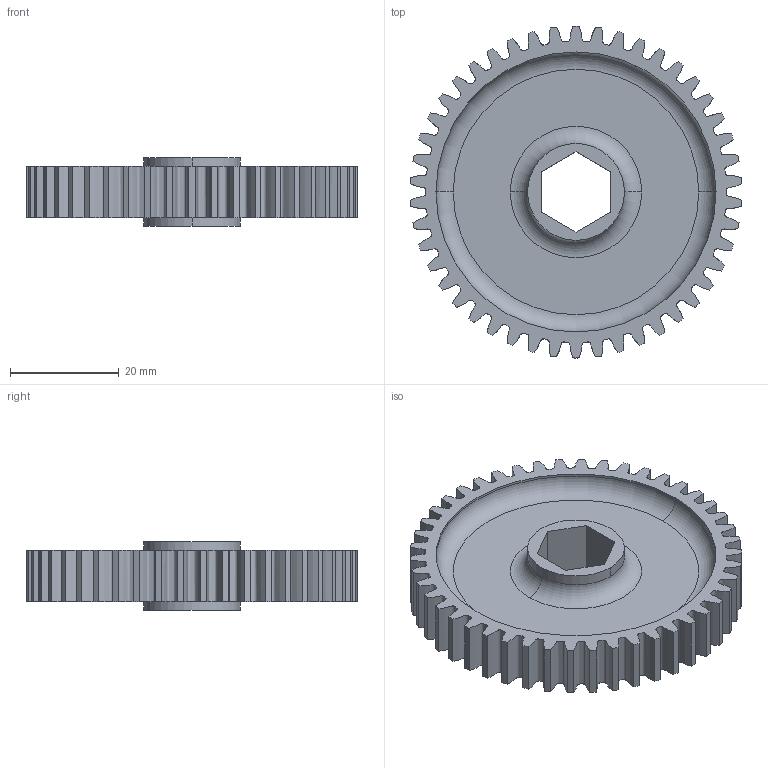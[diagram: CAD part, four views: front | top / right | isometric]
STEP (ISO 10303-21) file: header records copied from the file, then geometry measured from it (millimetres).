
FILE_DESCRIPTION (( 'STEP AP214' ), '1' );
FILE_NAME ('WCP-0136 Rev1.STEP', '2019-12-21T00:49:17', ( '' ), ( '' ), 'SwSTEP 2.0', 'SolidWorks 2018', '' );
FILE_SCHEMA (( 'AUTOMOTIVE_DESIGN' ));
Length unit declared in the file: inch
Products named in the file (1): WCP-0136 Rev1
Bounding box: 60.88 x 60.96 x 12.6 mm (x, y, z)
Volume: 12882.7 mm3; surface area: 10299.5 mm2
Topology: 1 solids, 1 shells, 120 faces, 338 edges, 224 vertices
Faces by surface type: cylinder 54, bspline 46, plane 12, torus 8
Entity records: 17670 total; most frequent: CARTESIAN_POINT 14713, ORIENTED_EDGE 676, DIRECTION 524, EDGE_CURVE 338, VERTEX_POINT 224, AXIS2_PLACEMENT_3D 203, CIRCLE 128, EDGE_LOOP 126
